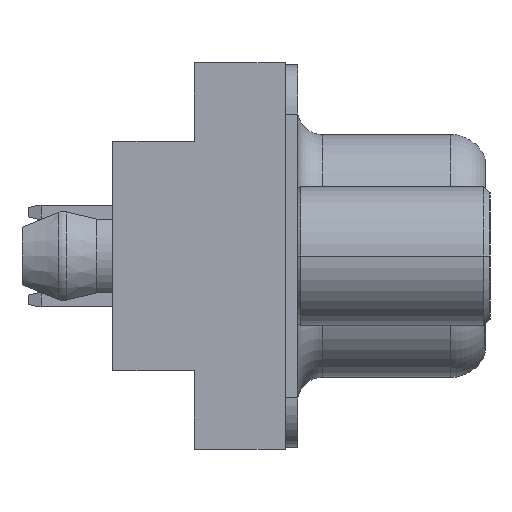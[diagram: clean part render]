
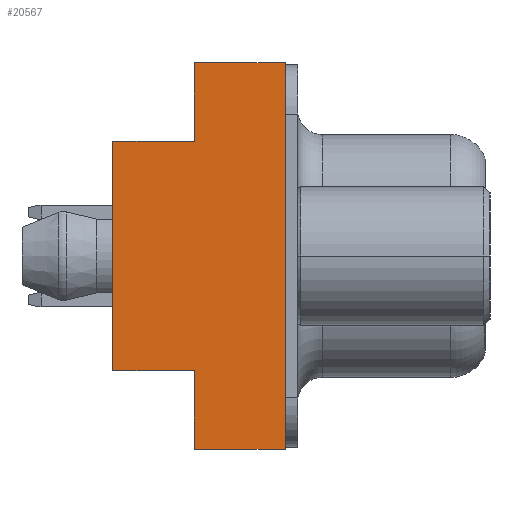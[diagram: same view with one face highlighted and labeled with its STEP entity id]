
A CAD part, left-side view. The second image highlights one B-rep face of the part: STEP entity #20567.
In plain terms, the highlighted planar face has unit normal (-1, 0, 0).
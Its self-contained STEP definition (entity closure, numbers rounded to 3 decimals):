
#81=DIRECTION('',(0.,1.,0.));
#82=VECTOR('',#81,2.95);
#83=CARTESIAN_POINT('',(-19.66,0.4,-6.275));
#84=LINE('5258',#83,#82);
#865=DIRECTION('',(0.,0.,1.));
#866=VECTOR('',#865,7.45);
#867=CARTESIAN_POINT('',(-19.66,6.,-3.725));
#868=LINE('5264',#867,#866);
#869=DIRECTION('',(0.,-1.,0.));
#870=VECTOR('',#869,2.65);
#871=CARTESIAN_POINT('',(-19.66,6.,3.725));
#872=LINE('4864',#871,#870);
#873=DIRECTION('',(0.,0.,1.));
#874=VECTOR('',#873,2.55);
#875=CARTESIAN_POINT('',(-19.66,3.35,3.725));
#876=LINE('5256',#875,#874);
#877=DIRECTION('',(0.,0.,-1.));
#878=VECTOR('',#877,12.55);
#879=CARTESIAN_POINT('',(-19.66,0.4,6.275));
#880=LINE('5261',#879,#878);
#881=DIRECTION('',(0.,-1.,0.));
#882=VECTOR('',#881,2.65);
#883=CARTESIAN_POINT('',(-19.66,6.,-3.725));
#884=LINE('4863',#883,#882);
#897=DIRECTION('',(0.,-1.,0.));
#898=VECTOR('',#897,2.95);
#899=CARTESIAN_POINT('',(-19.66,3.35,6.275));
#900=LINE('5250',#899,#898);
#953=DIRECTION('',(0.,0.,-1.));
#954=VECTOR('',#953,2.55);
#955=CARTESIAN_POINT('',(-19.66,3.35,-3.725));
#956=LINE('5263',#955,#954);
#16270=CARTESIAN_POINT('',(-19.66,6.,-3.725));
#16271=CARTESIAN_POINT('',(-19.66,3.35,-3.725));
#16272=VERTEX_POINT('',#16270);
#16273=VERTEX_POINT('',#16271);
#16274=CARTESIAN_POINT('',(-19.66,6.,3.725));
#16275=CARTESIAN_POINT('',(-19.66,3.35,3.725));
#16276=VERTEX_POINT('',#16274);
#16277=VERTEX_POINT('',#16275);
#16809=CARTESIAN_POINT('',(-19.66,3.35,6.275));
#16810=CARTESIAN_POINT('',(-19.66,0.4,6.275));
#16811=VERTEX_POINT('',#16809);
#16812=VERTEX_POINT('',#16810);
#16817=CARTESIAN_POINT('',(-19.66,0.4,-6.275));
#16818=CARTESIAN_POINT('',(-19.66,3.35,-6.275));
#16819=VERTEX_POINT('',#16817);
#16820=VERTEX_POINT('',#16818);
#20549=CARTESIAN_POINT('',(-19.66,0.4,4.675));
#20550=DIRECTION('',(-1.,0.,0.));
#20551=DIRECTION('',(0.,0.,-1.));
#20552=AXIS2_PLACEMENT_3D('',#20549,#20550,#20551);
#20553=PLANE('3654',#20552);
#20554=ORIENTED_EDGE('5264',*,*,#20529,.T.);
#20555=ORIENTED_EDGE('4864',*,*,#19741,.T.);
#20557=ORIENTED_EDGE('5256',*,*,#20556,.T.);
#20559=ORIENTED_EDGE('5250',*,*,#20558,.T.);
#20560=ORIENTED_EDGE('5261',*,*,#19606,.T.);
#20561=ORIENTED_EDGE('5258',*,*,#19642,.T.);
#20563=ORIENTED_EDGE('5263',*,*,#20562,.F.);
#20564=ORIENTED_EDGE('4863',*,*,#20356,.F.);
#20565=EDGE_LOOP('3654',(#20554,#20555,#20557,#20559,#20560,#20561,#20563,
#20564));
#20566=FACE_OUTER_BOUND('3654',#20565,.F.);
#20567=ADVANCED_FACE('3654',(#20566),#20553,.T.);
#19606=EDGE_CURVE('5261',#16812,#16819,#880,.T.);
#19642=EDGE_CURVE('5258',#16819,#16820,#84,.T.);
#19741=EDGE_CURVE('4864',#16276,#16277,#872,.T.);
#20356=EDGE_CURVE('4863',#16272,#16273,#884,.T.);
#20529=EDGE_CURVE('5264',#16272,#16276,#868,.T.);
#20556=EDGE_CURVE('5256',#16277,#16811,#876,.T.);
#20558=EDGE_CURVE('5250',#16811,#16812,#900,.T.);
#20562=EDGE_CURVE('5263',#16273,#16820,#956,.T.);
